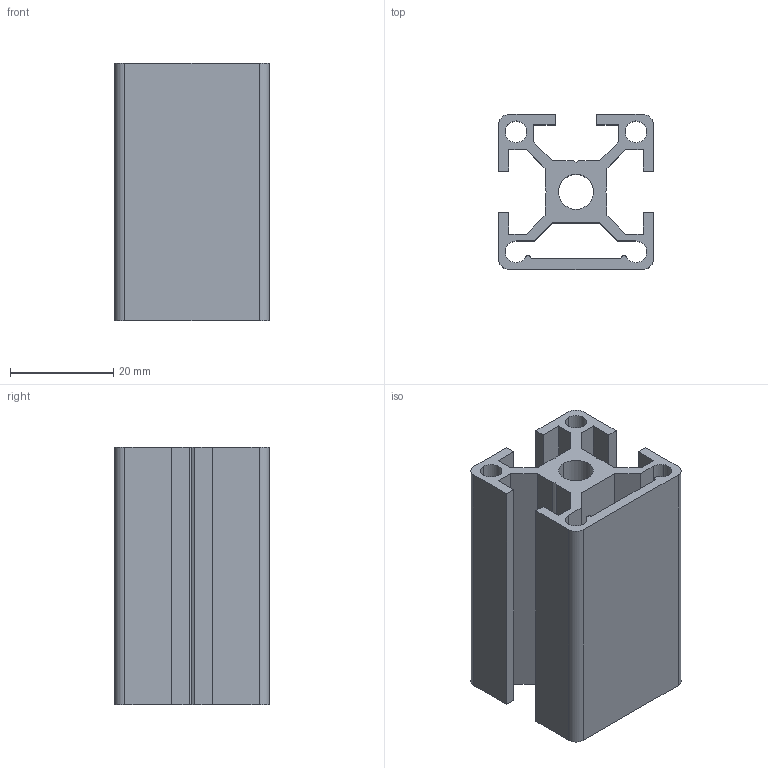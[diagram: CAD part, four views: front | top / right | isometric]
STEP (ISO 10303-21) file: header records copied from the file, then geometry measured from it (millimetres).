
FILE_DESCRIPTION( ( '' ), '1' );
FILE_NAME( 'hfsfb6_3030_50_2_14b.stp', '2014-12-26T00:20:29', ( '' ), ( '' ), ' ', ' ', ' ' );
FILE_SCHEMA( ( 'automotive_design' ) );
Length unit declared in the file: millimetre
Products named in the file (1): 1
Bounding box: 30 x 30 x 50 mm (x, y, z)
Volume: 16900.6 mm3; surface area: 16734.6 mm2
Topology: 1 solids, 1 shells, 67 faces, 195 edges, 130 vertices
Faces by surface type: plane 51, cylinder 16
Entity records: 4402 total; most frequent: STYLED_ITEM 393, PRESENTATION_STYLE_ASSIGNMENT 393, CARTESIAN_POINT 393, COLOUR_RGB 393, ORIENTED_EDGE 390, DIRECTION 363, EDGE_CURVE 195, CURVE_STYLE 195
